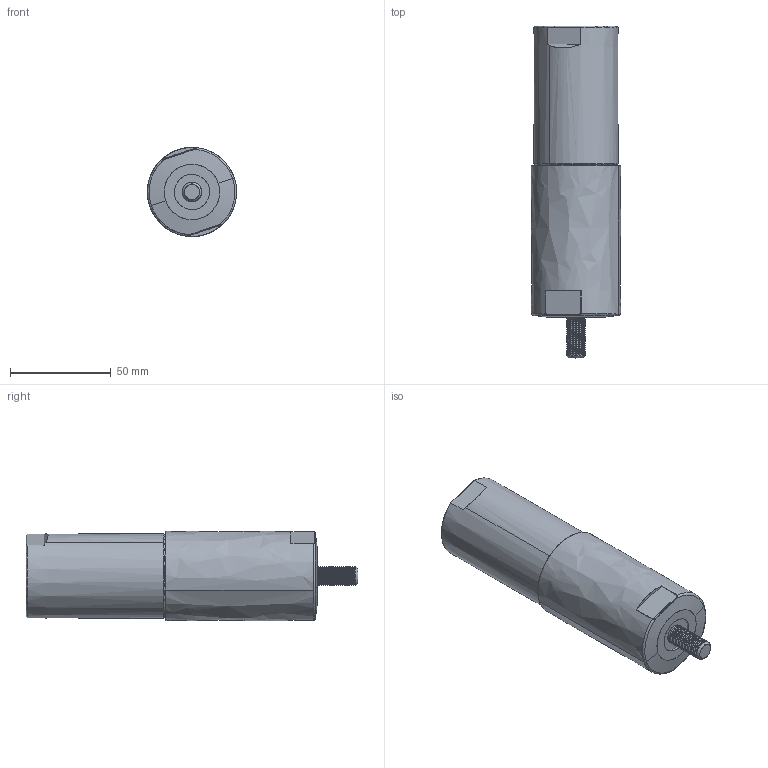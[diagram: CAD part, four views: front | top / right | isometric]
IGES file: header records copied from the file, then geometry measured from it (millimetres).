
Start section: SolidWorks IGES file using analytic representation for surfaces
Global section: file name: OSM55-055LV.IGS; native system: SolidWorks 2021; preprocessor: SolidWorks 2021; author: hallederi; date: 220125.011254; units: millimetre
Bounding box: 44.15 x 164.36 x 44.15 mm (x, y, z)
Surface area: 26414.9 mm2 (no closed solid volume)
Topology: 0 solids, 0 shells, 101 faces, 1560 edges, 1560 vertices
Faces by surface type: revolution 69, bspline 32
